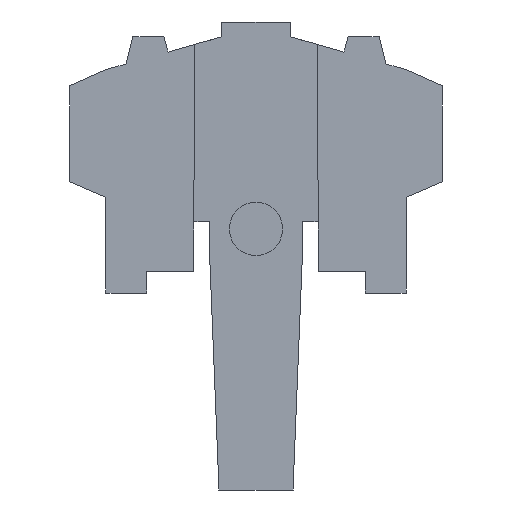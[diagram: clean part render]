
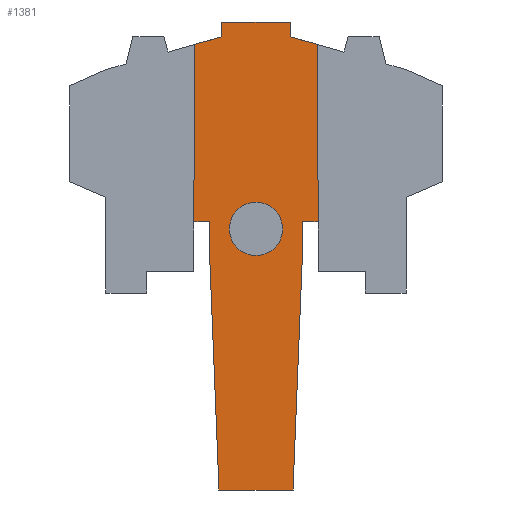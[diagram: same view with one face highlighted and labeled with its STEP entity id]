
A CAD part, front view. The second image highlights one B-rep face of the part: STEP entity #1381.
In plain terms, the highlighted planar face has unit normal (0, -1, 0).
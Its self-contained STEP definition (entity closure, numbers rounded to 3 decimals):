
#18 = DIRECTION ( 'NONE',  ( 1., 0., 0. ) ) ;
#24 = VERTEX_POINT ( 'NONE', #450 ) ;
#29 = EDGE_CURVE ( 'NONE', #775, #791, #997, .T. ) ;
#57 = LINE ( 'NONE', #1160, #989 ) ;
#63 = CARTESIAN_POINT ( 'NONE',  ( 66.105, 4., -38.308 ) ) ;
#98 = VECTOR ( 'NONE', #616, 1000. ) ;
#99 = CARTESIAN_POINT ( 'NONE',  ( 66.105, 4., -40.808 ) ) ;
#103 = CARTESIAN_POINT ( 'NONE',  ( 62.861, 4., -22.751 ) ) ;
#108 = CARTESIAN_POINT ( 'NONE',  ( 60.348, 4., -23.465 ) ) ;
#111 = VECTOR ( 'NONE', #18, 1000. ) ;
#114 = CARTESIAN_POINT ( 'NONE',  ( 70.456, 4., -43.538 ) ) ;
#120 = AXIS2_PLACEMENT_3D ( 'NONE', #99, #1338, #1461 ) ;
#121 = CARTESIAN_POINT ( 'NONE',  ( 70.456, 4., -43.538 ) ) ;
#147 = ORIENTED_EDGE ( 'NONE', *, *, #1387, .T. ) ;
#181 = FACE_OUTER_BOUND ( 'NONE', #1172, .T. ) ;
#182 = ORIENTED_EDGE ( 'NONE', *, *, #580, .T. ) ;
#186 = VECTOR ( 'NONE', #331, 1000. ) ;
#209 = VERTEX_POINT ( 'NONE', #709 ) ;
#228 = VECTOR ( 'NONE', #1206, 1000. ) ;
#231 = VECTOR ( 'NONE', #1020, 1000. ) ;
#239 = EDGE_LOOP ( 'NONE', ( #456, #1352 ) ) ;
#243 = VERTEX_POINT ( 'NONE', #735 ) ;
#258 = VECTOR ( 'NONE', #1377, 1000. ) ;
#259 = EDGE_CURVE ( 'NONE', #1434, #775, #325, .T. ) ;
#269 = VERTEX_POINT ( 'NONE', #63 ) ;
#277 = ORIENTED_EDGE ( 'NONE', *, *, #685, .T. ) ;
#292 = DIRECTION ( 'NONE',  ( -0.006, 0., 1. ) ) ;
#299 = LINE ( 'NONE', #652, #878 ) ;
#316 = VERTEX_POINT ( 'NONE', #411 ) ;
#325 = LINE ( 'NONE', #1087, #98 ) ;
#327 = EDGE_CURVE ( 'NONE', #778, #494, #611, .T. ) ;
#331 = DIRECTION ( 'NONE',  ( 0., 0., -1. ) ) ;
#350 = ORIENTED_EDGE ( 'NONE', *, *, #29, .T. ) ;
#372 = CIRCLE ( 'NONE', #976, 2.5 ) ;
#373 = VERTEX_POINT ( 'NONE', #1448 ) ;
#394 = ORIENTED_EDGE ( 'NONE', *, *, #259, .T. ) ;
#403 = CARTESIAN_POINT ( 'NONE',  ( 62.623, 4., -65.358 ) ) ;
#408 = CARTESIAN_POINT ( 'NONE',  ( 69.348, 4., -22.751 ) ) ;
#409 = DIRECTION ( 'NONE',  ( 0.04, 0., -0.999 ) ) ;
#411 = CARTESIAN_POINT ( 'NONE',  ( 69.348, 4., -21.358 ) ) ;
#417 = VERTEX_POINT ( 'NONE', #403 ) ;
#423 = VECTOR ( 'NONE', #409, 1000. ) ;
#430 = EDGE_CURVE ( 'NONE', #1005, #516, #519, .T. ) ;
#446 = EDGE_CURVE ( 'NONE', #417, #243, #1367, .T. ) ;
#450 = CARTESIAN_POINT ( 'NONE',  ( 66.105, 4., -43.308 ) ) ;
#456 = ORIENTED_EDGE ( 'NONE', *, *, #554, .F. ) ;
#462 = CARTESIAN_POINT ( 'NONE',  ( 71.956, 4., -40.148 ) ) ;
#491 = CARTESIAN_POINT ( 'NONE',  ( 62.861, 4., -21.358 ) ) ;
#494 = VERTEX_POINT ( 'NONE', #1233 ) ;
#516 = VERTEX_POINT ( 'NONE', #999 ) ;
#518 = CARTESIAN_POINT ( 'NONE',  ( 0., 4., 0. ) ) ;
#519 = LINE ( 'NONE', #408, #228 ) ;
#522 = ORIENTED_EDGE ( 'NONE', *, *, #830, .T. ) ;
#524 = CARTESIAN_POINT ( 'NONE',  ( 62.623, 4., -65.358 ) ) ;
#528 = CARTESIAN_POINT ( 'NONE',  ( 70.456, 4., -40.148 ) ) ;
#536 = VECTOR ( 'NONE', #1139, 1000. ) ;
#552 = LINE ( 'NONE', #673, #258 ) ;
#554 = EDGE_CURVE ( 'NONE', #24, #269, #1062, .T. ) ;
#560 = CARTESIAN_POINT ( 'NONE',  ( 61.753, 4., -40.148 ) ) ;
#575 = DIRECTION ( 'NONE',  ( -0.006, 0., -1. ) ) ;
#580 = EDGE_CURVE ( 'NONE', #516, #316, #1132, .T. ) ;
#609 = ORIENTED_EDGE ( 'NONE', *, *, #430, .T. ) ;
#611 = LINE ( 'NONE', #528, #908 ) ;
#616 = DIRECTION ( 'NONE',  ( 0., 0., -1. ) ) ;
#617 = CARTESIAN_POINT ( 'NONE',  ( 61.753, 4., -40.148 ) ) ;
#636 = DIRECTION ( 'NONE',  ( 1., 0., 0. ) ) ;
#652 = CARTESIAN_POINT ( 'NONE',  ( 71.956, 4., -40.148 ) ) ;
#664 = EDGE_CURVE ( 'NONE', #243, #778, #885, .T. ) ;
#673 = CARTESIAN_POINT ( 'NONE',  ( 62.861, 4., -21.358 ) ) ;
#685 = EDGE_CURVE ( 'NONE', #316, #1434, #552, .T. ) ;
#699 = CARTESIAN_POINT ( 'NONE',  ( 60.348, 4., -23.465 ) ) ;
#709 = CARTESIAN_POINT ( 'NONE',  ( 60.253, 4., -40.148 ) ) ;
#715 = AXIS2_PLACEMENT_3D ( 'NONE', #518, #1183, #1335 ) ;
#734 = LINE ( 'NONE', #991, #1115 ) ;
#735 = CARTESIAN_POINT ( 'NONE',  ( 69.586, 4., -65.358 ) ) ;
#766 = EDGE_CURVE ( 'NONE', #1034, #373, #1097, .T. ) ;
#775 = VERTEX_POINT ( 'NONE', #103 ) ;
#778 = VERTEX_POINT ( 'NONE', #114 ) ;
#791 = VERTEX_POINT ( 'NONE', #108 ) ;
#793 = EDGE_CURVE ( 'NONE', #209, #1034, #1326, .T. ) ;
#830 = EDGE_CURVE ( 'NONE', #791, #209, #57, .T. ) ;
#840 = VERTEX_POINT ( 'NONE', #462 ) ;
#842 = FACE_BOUND ( 'NONE', #239, .T. ) ;
#878 = VECTOR ( 'NONE', #636, 1000. ) ;
#885 = LINE ( 'NONE', #121, #536 ) ;
#894 = CARTESIAN_POINT ( 'NONE',  ( 69.348, 4., -21.358 ) ) ;
#905 = VECTOR ( 'NONE', #1353, 1000. ) ;
#908 = VECTOR ( 'NONE', #1337, 1000. ) ;
#926 = ORIENTED_EDGE ( 'NONE', *, *, #446, .T. ) ;
#933 = ORIENTED_EDGE ( 'NONE', *, *, #766, .T. ) ;
#950 = EDGE_CURVE ( 'NONE', #269, #24, #372, .T. ) ;
#970 = ORIENTED_EDGE ( 'NONE', *, *, #664, .T. ) ;
#976 = AXIS2_PLACEMENT_3D ( 'NONE', #1289, #1180, #1300 ) ;
#989 = VECTOR ( 'NONE', #575, 1000. ) ;
#991 = CARTESIAN_POINT ( 'NONE',  ( 71.861, 4., -23.465 ) ) ;
#997 = LINE ( 'NONE', #699, #231 ) ;
#999 = CARTESIAN_POINT ( 'NONE',  ( 69.348, 4., -22.751 ) ) ;
#1005 = VERTEX_POINT ( 'NONE', #1174 ) ;
#1020 = DIRECTION ( 'NONE',  ( -0.962, 0., -0.273 ) ) ;
#1027 = VECTOR ( 'NONE', #1197, 1000. ) ;
#1034 = VERTEX_POINT ( 'NONE', #617 ) ;
#1062 = CIRCLE ( 'NONE', #120, 2.5 ) ;
#1087 = CARTESIAN_POINT ( 'NONE',  ( 62.861, 4., -22.751 ) ) ;
#1097 = LINE ( 'NONE', #1147, #186 ) ;
#1115 = VECTOR ( 'NONE', #292, 1000. ) ;
#1132 = LINE ( 'NONE', #894, #905 ) ;
#1139 = DIRECTION ( 'NONE',  ( 0.04, 0., 0.999 ) ) ;
#1147 = CARTESIAN_POINT ( 'NONE',  ( 61.753, 4., -43.538 ) ) ;
#1160 = CARTESIAN_POINT ( 'NONE',  ( 60.253, 4., -40.148 ) ) ;
#1172 = EDGE_LOOP ( 'NONE', ( #1220, #933, #147, #926, #970, #1205, #1483, #1306, #609, #182, #277, #394, #350, #522 ) ) ;
#1174 = CARTESIAN_POINT ( 'NONE',  ( 71.861, 4., -23.465 ) ) ;
#1180 = DIRECTION ( 'NONE',  ( 0., -1., 0. ) ) ;
#1183 = DIRECTION ( 'NONE',  ( 0., 1., 0. ) ) ;
#1197 = DIRECTION ( 'NONE',  ( 1., 0., 0. ) ) ;
#1205 = ORIENTED_EDGE ( 'NONE', *, *, #327, .T. ) ;
#1206 = DIRECTION ( 'NONE',  ( -0.962, 0., 0.273 ) ) ;
#1220 = ORIENTED_EDGE ( 'NONE', *, *, #793, .T. ) ;
#1233 = CARTESIAN_POINT ( 'NONE',  ( 70.456, 4., -40.148 ) ) ;
#1289 = CARTESIAN_POINT ( 'NONE',  ( 66.105, 4., -40.808 ) ) ;
#1300 = DIRECTION ( 'NONE',  ( 0., 0., -1. ) ) ;
#1306 = ORIENTED_EDGE ( 'NONE', *, *, #1327, .T. ) ;
#1326 = LINE ( 'NONE', #560, #111 ) ;
#1327 = EDGE_CURVE ( 'NONE', #840, #1005, #734, .T. ) ;
#1335 = DIRECTION ( 'NONE',  ( 0., 0., 1. ) ) ;
#1337 = DIRECTION ( 'NONE',  ( 0., 0., 1. ) ) ;
#1338 = DIRECTION ( 'NONE',  ( 0., -1., 0. ) ) ;
#1339 = PLANE ( 'NONE',  #715 ) ;
#1352 = ORIENTED_EDGE ( 'NONE', *, *, #950, .F. ) ;
#1353 = DIRECTION ( 'NONE',  ( 0., 0., 1. ) ) ;
#1367 = LINE ( 'NONE', #1446, #1027 ) ;
#1377 = DIRECTION ( 'NONE',  ( -1., 0., 0. ) ) ;
#1381 = ADVANCED_FACE ( 'NONE', ( #842, #181 ), #1339, .F. ) ;
#1387 = EDGE_CURVE ( 'NONE', #373, #417, #1452, .T. ) ;
#1410 = EDGE_CURVE ( 'NONE', #494, #840, #299, .T. ) ;
#1434 = VERTEX_POINT ( 'NONE', #491 ) ;
#1446 = CARTESIAN_POINT ( 'NONE',  ( 69.586, 4., -65.358 ) ) ;
#1448 = CARTESIAN_POINT ( 'NONE',  ( 61.753, 4., -43.538 ) ) ;
#1452 = LINE ( 'NONE', #524, #423 ) ;
#1461 = DIRECTION ( 'NONE',  ( 0., 0., -1. ) ) ;
#1483 = ORIENTED_EDGE ( 'NONE', *, *, #1410, .T. ) ;
